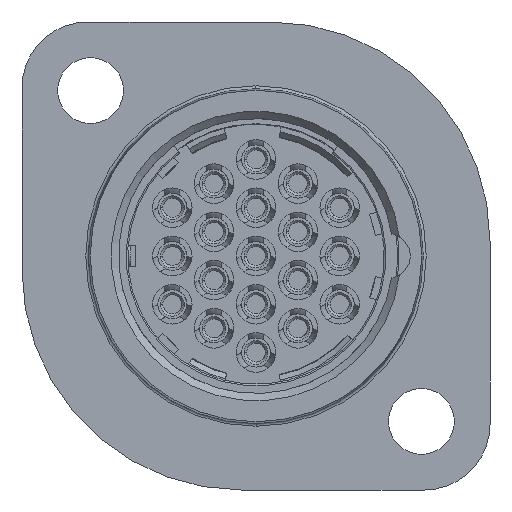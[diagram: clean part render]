
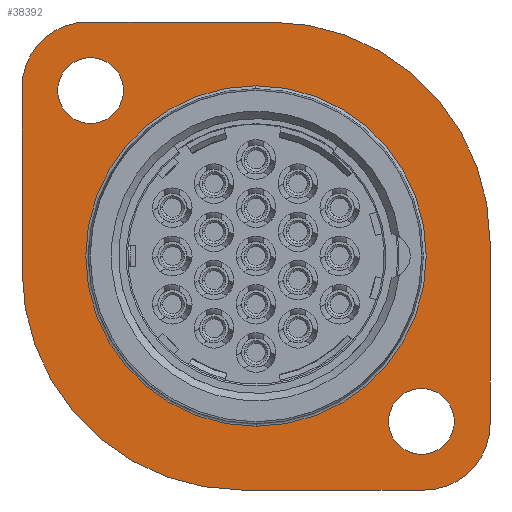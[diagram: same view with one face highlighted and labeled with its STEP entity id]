
A CAD part, left-side view. The second image highlights one B-rep face of the part: STEP entity #38392.
In plain terms, the highlighted planar face has unit normal (-1, 0, 0).
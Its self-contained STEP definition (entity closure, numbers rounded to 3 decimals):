
#190=CARTESIAN_POINT('',(-5.7,0.98,-1.));
#191=DIRECTION('',(-1.,0.,0.));
#192=DIRECTION('',(0.,1.,0.));
#193=AXIS2_PLACEMENT_3D('',#190,#191,#192);
#195=CARTESIAN_POINT('',(-5.7,11.48,11.5));
#196=DIRECTION('',(-1.,0.,0.));
#197=DIRECTION('',(0.,0.,1.));
#198=AXIS2_PLACEMENT_3D('',#195,#196,#197);
#200=CARTESIAN_POINT('',(-5.7,-1.02,1.));
#201=DIRECTION('',(-1.,0.,0.));
#202=DIRECTION('',(0.,-1.,0.));
#203=AXIS2_PLACEMENT_3D('',#200,#201,#202);
#205=CARTESIAN_POINT('',(-5.7,-11.52,-11.5));
#206=DIRECTION('',(-1.,0.,0.));
#207=DIRECTION('',(0.,0.,-1.));
#208=AXIS2_PLACEMENT_3D('',#205,#206,#207);
#210=CARTESIAN_POINT('',(-5.7,11.294,11.314));
#211=DIRECTION('',(1.,0.,0.));
#212=DIRECTION('',(0.,0.,-1.));
#213=AXIS2_PLACEMENT_3D('',#210,#211,#212);
#215=CARTESIAN_POINT('',(-5.7,11.294,11.314));
#216=DIRECTION('',(1.,0.,0.));
#217=DIRECTION('',(0.,0.,1.));
#218=AXIS2_PLACEMENT_3D('',#215,#216,#217);
#220=CARTESIAN_POINT('',(-5.7,-11.334,-11.314));
#221=DIRECTION('',(1.,0.,0.));
#222=DIRECTION('',(0.,0.,-1.));
#223=AXIS2_PLACEMENT_3D('',#220,#221,#222);
#225=CARTESIAN_POINT('',(-5.7,-11.334,-11.314));
#226=DIRECTION('',(1.,0.,0.));
#227=DIRECTION('',(0.,0.,1.));
#228=AXIS2_PLACEMENT_3D('',#225,#226,#227);
#230=CARTESIAN_POINT('',(-5.7,-0.02,0.));
#231=DIRECTION('',(1.,0.,0.));
#232=DIRECTION('',(0.,0.,1.));
#233=AXIS2_PLACEMENT_3D('',#230,#231,#232);
#235=CARTESIAN_POINT('',(-5.7,-0.02,0.));
#236=DIRECTION('',(1.,0.,0.));
#237=DIRECTION('',(0.,0.,-1.));
#238=AXIS2_PLACEMENT_3D('',#235,#236,#237);
#294=DIRECTION('',(0.,-1.,0.));
#295=VECTOR('',#294,12.5);
#296=CARTESIAN_POINT('',(-5.7,0.98,-16.));
#297=LINE('3125',#296,#295);
#318=DIRECTION('',(0.,0.,1.));
#319=VECTOR('',#318,12.5);
#320=CARTESIAN_POINT('',(-5.7,-16.02,-11.5));
#321=LINE('3118',#320,#319);
#326=DIRECTION('',(0.,1.,0.));
#327=VECTOR('',#326,12.5);
#328=CARTESIAN_POINT('',(-5.7,-1.02,16.));
#329=LINE('3120',#328,#327);
#350=DIRECTION('',(0.,0.,-1.));
#351=VECTOR('',#350,12.5);
#352=CARTESIAN_POINT('',(-5.7,15.98,11.5));
#353=LINE('3122',#352,#351);
#31012=CARTESIAN_POINT('',(-5.7,-11.52,-16.));
#31013=VERTEX_POINT('',#31012);
#31014=CARTESIAN_POINT('',(-5.7,-16.02,-11.5));
#31015=VERTEX_POINT('',#31014);
#31020=CARTESIAN_POINT('',(-5.7,11.48,16.));
#31021=VERTEX_POINT('',#31020);
#31022=CARTESIAN_POINT('',(-5.7,15.98,11.5));
#31023=VERTEX_POINT('',#31022);
#31028=CARTESIAN_POINT('',(-5.7,15.98,-1.));
#31029=VERTEX_POINT('',#31028);
#31030=CARTESIAN_POINT('',(-5.7,0.98,-16.));
#31031=VERTEX_POINT('',#31030);
#31036=CARTESIAN_POINT('',(-5.7,-16.02,1.));
#31037=VERTEX_POINT('',#31036);
#31038=CARTESIAN_POINT('',(-5.7,-1.02,16.));
#31039=VERTEX_POINT('',#31038);
#31048=CARTESIAN_POINT('',(-5.7,11.294,9.064));
#31049=CARTESIAN_POINT('',(-5.7,11.294,13.564));
#31050=VERTEX_POINT('',#31048);
#31051=VERTEX_POINT('',#31049);
#31052=CARTESIAN_POINT('',(-5.7,-11.334,-13.564));
#31053=CARTESIAN_POINT('',(-5.7,-11.334,-9.064));
#31054=VERTEX_POINT('',#31052);
#31055=VERTEX_POINT('',#31053);
#31161=CARTESIAN_POINT('',(-5.7,-0.02,11.64));
#31162=CARTESIAN_POINT('',(-5.7,-0.02,-11.64));
#31163=VERTEX_POINT('',#31161);
#31164=VERTEX_POINT('',#31162);
#38353=CARTESIAN_POINT('',(-5.7,-0.02,0.));
#38354=DIRECTION('',(-1.,0.,0.));
#38355=DIRECTION('',(0.,1.,0.));
#38356=AXIS2_PLACEMENT_3D('',#38353,#38354,#38355);
#38357=PLANE('276',#38356);
#38359=ORIENTED_EDGE('3112',*,*,#38358,.F.);
#38361=ORIENTED_EDGE('3122',*,*,#38360,.F.);
#38363=ORIENTED_EDGE('3108',*,*,#38362,.F.);
#38365=ORIENTED_EDGE('3120',*,*,#38364,.F.);
#38367=ORIENTED_EDGE('3116',*,*,#38366,.F.);
#38369=ORIENTED_EDGE('3118',*,*,#38368,.F.);
#38371=ORIENTED_EDGE('3104',*,*,#38370,.F.);
#38373=ORIENTED_EDGE('3125',*,*,#38372,.F.);
#38374=EDGE_LOOP('276',(#38359,#38361,#38363,#38365,#38367,#38369,#38371,
#38373));
#38375=FACE_OUTER_BOUND('276',#38374,.F.);
#38377=ORIENTED_EDGE('3130',*,*,#38376,.F.);
#38379=ORIENTED_EDGE('3131',*,*,#38378,.F.);
#38380=EDGE_LOOP('276',(#38377,#38379));
#38381=FACE_BOUND('276',#38380,.F.);
#38383=ORIENTED_EDGE('3132',*,*,#38382,.F.);
#38385=ORIENTED_EDGE('3133',*,*,#38384,.F.);
#38386=EDGE_LOOP('276',(#38383,#38385));
#38387=FACE_BOUND('276',#38386,.F.);
#38388=ORIENTED_EDGE('3238',*,*,#38321,.F.);
#38389=ORIENTED_EDGE('3240',*,*,#38299,.F.);
#38390=EDGE_LOOP('276',(#38388,#38389));
#38391=FACE_BOUND('276',#38390,.F.);
#194=CIRCLE('3112',#193,15.);
#199=CIRCLE('3108',#198,4.5);
#204=CIRCLE('3116',#203,15.);
#209=CIRCLE('3104',#208,4.5);
#214=CIRCLE('3130',#213,2.25);
#219=CIRCLE('3131',#218,2.25);
#224=CIRCLE('3132',#223,2.25);
#229=CIRCLE('3133',#228,2.25);
#234=CIRCLE('3238',#233,11.64);
#239=CIRCLE('3240',#238,11.64);
#38299=EDGE_CURVE('3240',#31164,#31163,#239,.T.);
#38321=EDGE_CURVE('3238',#31163,#31164,#234,.T.);
#38358=EDGE_CURVE('3112',#31029,#31031,#194,.T.);
#38360=EDGE_CURVE('3122',#31023,#31029,#353,.T.);
#38362=EDGE_CURVE('3108',#31021,#31023,#199,.T.);
#38364=EDGE_CURVE('3120',#31039,#31021,#329,.T.);
#38366=EDGE_CURVE('3116',#31037,#31039,#204,.T.);
#38368=EDGE_CURVE('3118',#31015,#31037,#321,.T.);
#38370=EDGE_CURVE('3104',#31013,#31015,#209,.T.);
#38372=EDGE_CURVE('3125',#31031,#31013,#297,.T.);
#38376=EDGE_CURVE('3130',#31050,#31051,#214,.T.);
#38378=EDGE_CURVE('3131',#31051,#31050,#219,.T.);
#38382=EDGE_CURVE('3132',#31054,#31055,#224,.T.);
#38384=EDGE_CURVE('3133',#31055,#31054,#229,.T.);
#38392=ADVANCED_FACE('276',(#38375,#38381,#38387,#38391),#38357,.T.);
